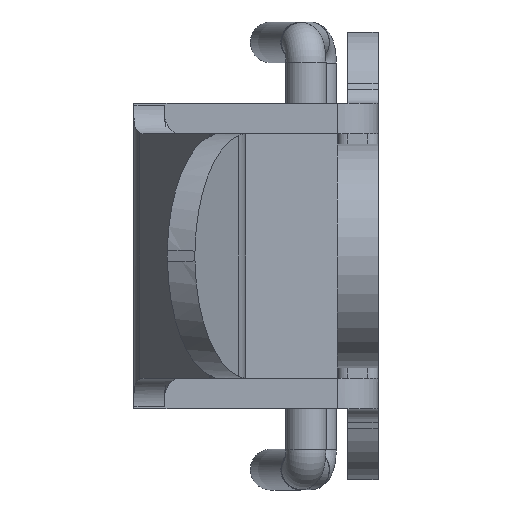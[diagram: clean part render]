
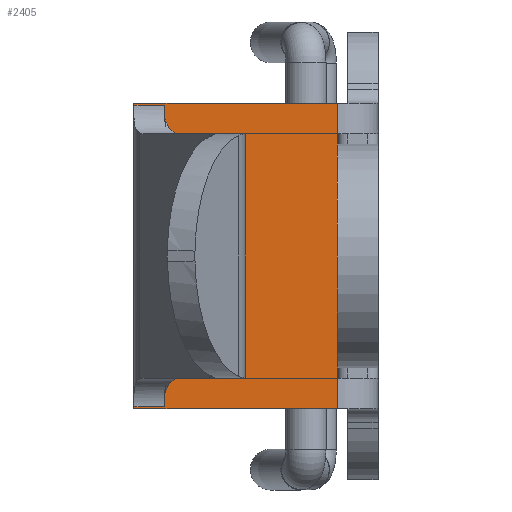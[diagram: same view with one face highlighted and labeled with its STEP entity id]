
A CAD part, left-side view. The second image highlights one B-rep face of the part: STEP entity #2405.
In plain terms, the highlighted planar face has unit normal (-1, 0, 0).
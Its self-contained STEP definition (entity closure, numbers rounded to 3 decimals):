
#709=ORIENTED_EDGE('',*,*,#1126,.T.);
#710=ORIENTED_EDGE('',*,*,#1193,.F.);
#711=ORIENTED_EDGE('',*,*,#1105,.F.);
#712=ORIENTED_EDGE('',*,*,#1194,.T.);
#713=ORIENTED_EDGE('',*,*,#1195,.T.);
#714=ORIENTED_EDGE('',*,*,#1147,.T.);
#715=ORIENTED_EDGE('',*,*,#1196,.F.);
#716=ORIENTED_EDGE('',*,*,#1197,.T.);
#1105=EDGE_CURVE('',#1396,#1397,#1618,.T.);
#1126=EDGE_CURVE('',#1417,#1418,#1629,.T.);
#1147=EDGE_CURVE('',#1438,#1439,#1641,.T.);
#1193=EDGE_CURVE('',#1397,#1418,#1669,.T.);
#1194=EDGE_CURVE('',#1396,#1442,#1670,.T.);
#1195=EDGE_CURVE('',#1442,#1438,#1671,.T.);
#1196=EDGE_CURVE('',#1444,#1439,#1672,.T.);
#1197=EDGE_CURVE('',#1444,#1417,#1673,.T.);
#1396=VERTEX_POINT('',#3868);
#1397=VERTEX_POINT('',#3870);
#1417=VERTEX_POINT('',#3912);
#1418=VERTEX_POINT('',#3913);
#1438=VERTEX_POINT('',#3955);
#1439=VERTEX_POINT('',#3956);
#1442=VERTEX_POINT('',#3974);
#1444=VERTEX_POINT('',#3977);
#1618=LINE('',#3869,#1823);
#1629=LINE('',#3911,#1834);
#1641=LINE('',#3954,#1846);
#1669=LINE('',#4061,#1874);
#1670=LINE('',#4062,#1875);
#1671=LINE('',#4063,#1876);
#1672=LINE('',#4064,#1877);
#1673=LINE('',#4065,#1878);
#1823=VECTOR('',#3130,1000.);
#1834=VECTOR('',#3163,1000.);
#1846=VECTOR('',#3195,1000.);
#1874=VECTOR('',#3291,1000.);
#1875=VECTOR('',#3292,1000.);
#1876=VECTOR('',#3293,1000.);
#1877=VECTOR('',#3294,1000.);
#1878=VECTOR('',#3295,1000.);
#2016=EDGE_LOOP('',(#709,#710,#711,#712,#713,#714,#715,#716));
#2182=FACE_BOUND('',#2016,.T.);
#2292=PLANE('',#2684);
#2405=ADVANCED_FACE('',(#2182),#2292,.F.);
#2684=AXIS2_PLACEMENT_3D('',#4060,#3289,#3290);
#3130=DIRECTION('',(0.,-1.,0.));
#3163=DIRECTION('',(0.,-1.,0.));
#3195=DIRECTION('',(0.,0.,-1.));
#3289=DIRECTION('',(1.,0.,0.));
#3290=DIRECTION('',(0.,0.,-1.));
#3291=DIRECTION('',(0.,0.,-1.));
#3292=DIRECTION('',(0.,0.,-1.));
#3293=DIRECTION('',(0.,-1.,0.));
#3294=DIRECTION('',(0.,-1.,0.));
#3295=DIRECTION('',(0.,0.,-1.));
#3868=CARTESIAN_POINT('',(-21.747,3.052,7.5));
#3869=CARTESIAN_POINT('',(-21.747,1.547,7.5));
#3870=CARTESIAN_POINT('',(-21.747,-6.948,7.5));
#3911=CARTESIAN_POINT('',(-21.747,1.547,-7.5));
#3912=CARTESIAN_POINT('',(-21.747,3.052,-7.5));
#3913=CARTESIAN_POINT('',(-21.747,-6.948,-7.5));
#3954=CARTESIAN_POINT('',(-21.747,1.547,7.5));
#3955=CARTESIAN_POINT('',(-21.747,1.547,7.405));
#3956=CARTESIAN_POINT('',(-21.747,1.547,-7.405));
#3974=CARTESIAN_POINT('',(-21.747,3.052,7.405));
#3977=CARTESIAN_POINT('',(-21.747,3.052,-7.405));
#4060=CARTESIAN_POINT('',(-21.747,1.547,7.5));
#4061=CARTESIAN_POINT('',(-21.747,-6.948,7.5));
#4062=CARTESIAN_POINT('',(-21.747,3.052,7.5));
#4063=CARTESIAN_POINT('',(-21.747,15.,7.405));
#4064=CARTESIAN_POINT('',(-21.747,15.,-7.405));
#4065=CARTESIAN_POINT('',(-21.747,3.052,7.5));
